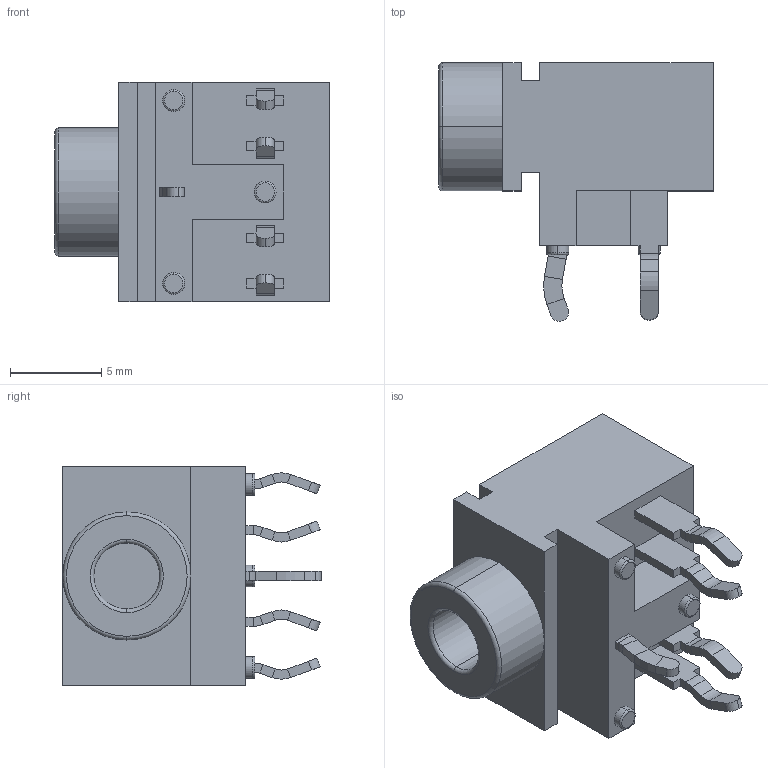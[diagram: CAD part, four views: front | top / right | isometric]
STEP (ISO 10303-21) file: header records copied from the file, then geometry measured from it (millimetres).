
FILE_DESCRIPTION (( 'STEP AP214' ), '1' );
FILE_NAME ('User Library-PJS_05_LB_H.STEP', '2012-11-14T04:17:05', ( 'Windows User' ), ( '' ), 'SwSTEP 2.0', 'SolidWorks 2013', '' );
FILE_SCHEMA (( 'AUTOMOTIVE_DESIGN' ));
Length unit declared in the file: millimetre
Products named in the file (1): User Library-PJS_05_LB_H
Bounding box: 15 x 14.13 x 12 mm (x, y, z)
Volume: 1181.6 mm3; surface area: 1011.2 mm2
Topology: 6 solids, 6 shells, 183 faces, 409 edges, 242 vertices
Faces by surface type: plane 132, cylinder 41, torus 10
Entity records: 5041 total; most frequent: DIRECTION 881, CARTESIAN_POINT 835, ORIENTED_EDGE 818, EDGE_CURVE 409, VECTOR 305, LINE 305, AXIS2_PLACEMENT_3D 288, VERTEX_POINT 242
